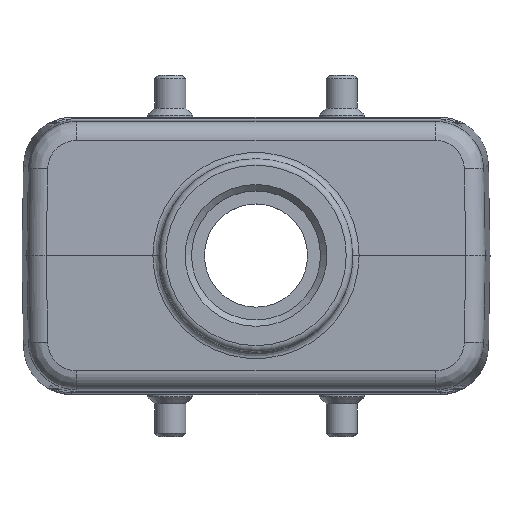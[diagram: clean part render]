
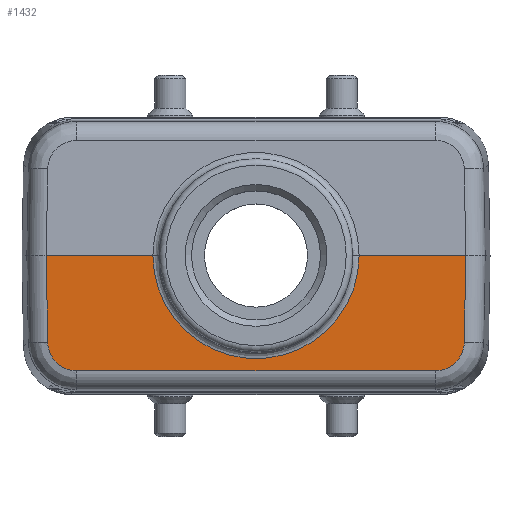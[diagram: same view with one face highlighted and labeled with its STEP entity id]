
A CAD part, top view. The second image highlights one B-rep face of the part: STEP entity #1432.
In plain terms, the highlighted planar face has unit normal (0, -0.018, 1).
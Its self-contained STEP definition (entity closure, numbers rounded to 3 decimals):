
#1072=FACE_OUTER_BOUND('',#2068,.T.);
#1323=ELLIPSE('',#12154,16.002,16.);
#1324=ELLIPSE('',#12155,4.505,4.5);
#1325=ELLIPSE('',#12156,4.505,4.5);
#1432=ADVANCED_FACE('',(#1072),#1715,.F.);
#1715=PLANE('',#12157);
#2068=EDGE_LOOP('',(#2776,#2777,#2778,#2779,#2780,#2781,#2782,#2783));
#2776=ORIENTED_EDGE('',*,*,#4502,.T.);
#2777=ORIENTED_EDGE('',*,*,#4612,.T.);
#2778=ORIENTED_EDGE('',*,*,#4500,.T.);
#2779=ORIENTED_EDGE('',*,*,#4613,.F.);
#2780=ORIENTED_EDGE('',*,*,#4614,.F.);
#2781=ORIENTED_EDGE('',*,*,#4615,.T.);
#2782=ORIENTED_EDGE('',*,*,#4616,.T.);
#2783=ORIENTED_EDGE('',*,*,#4617,.T.);
#4000=VERTEX_POINT('',#18266);
#4001=VERTEX_POINT('',#18267);
#4002=VERTEX_POINT('',#18269);
#4003=VERTEX_POINT('',#18271);
#4067=VERTEX_POINT('',#18799);
#4068=VERTEX_POINT('',#18801);
#4069=VERTEX_POINT('',#18803);
#4070=VERTEX_POINT('',#18805);
#4500=EDGE_CURVE('',#4000,#4001,#8803,.T.);
#4502=EDGE_CURVE('',#4003,#4002,#8804,.T.);
#4612=EDGE_CURVE('',#4002,#4000,#1323,.T.);
#4613=EDGE_CURVE('',#4067,#4001,#8846,.T.);
#4614=EDGE_CURVE('',#4068,#4067,#1324,.T.);
#4615=EDGE_CURVE('',#4068,#4069,#8847,.T.);
#4616=EDGE_CURVE('',#4069,#4070,#1325,.T.);
#4617=EDGE_CURVE('',#4070,#4003,#8848,.T.);
#8803=LINE('',#18265,#9490);
#8804=LINE('',#18270,#9491);
#8846=LINE('',#18798,#9533);
#8847=LINE('',#18802,#9534);
#8848=LINE('',#18806,#9535);
#9490=VECTOR('',#12999,1.);
#9491=VECTOR('',#13002,1.);
#9533=VECTOR('',#13224,1.);
#9534=VECTOR('',#13227,1.);
#9535=VECTOR('',#13230,1.);
#12154=AXIS2_PLACEMENT_3D('',#18797,#13222,#13223);
#12155=AXIS2_PLACEMENT_3D('',#18800,#13225,#13226);
#12156=AXIS2_PLACEMENT_3D('',#18804,#13228,#13229);
#12157=AXIS2_PLACEMENT_3D('',#18807,#13231,#13232);
#12999=DIRECTION('',(-1.,0.,0.));
#13002=DIRECTION('',(-1.,0.,0.));
#13222=DIRECTION('',(0.,0.017,-1.));
#13223=DIRECTION('',(0.,-1.,-0.017));
#13224=DIRECTION('',(-0.017,1.,0.017));
#13225=DIRECTION('',(0.,0.017,-1.));
#13226=DIRECTION('',(-0.531,-0.847,-0.015));
#13227=DIRECTION('',(1.,0.,0.));
#13228=DIRECTION('',(0.,-0.017,1.));
#13229=DIRECTION('',(0.531,-0.847,-0.015));
#13230=DIRECTION('',(0.017,1.,0.017));
#13231=DIRECTION('',(0.,0.017,-1.));
#13232=DIRECTION('',(0.,1.,0.017));
#18265=CARTESIAN_POINT('',(-36.3,0.,35.85));
#18266=CARTESIAN_POINT('',(-16.,0.,35.85));
#18267=CARTESIAN_POINT('',(-32.54,0.,35.85));
#18269=CARTESIAN_POINT('',(16.,0.,35.85));
#18270=CARTESIAN_POINT('',(-36.3,0.,35.85));
#18271=CARTESIAN_POINT('',(32.54,0.,35.85));
#18797=CARTESIAN_POINT('',(0.,0.017,35.85));
#18798=CARTESIAN_POINT('',(-32.541,0.05,35.851));
#18799=CARTESIAN_POINT('',(-32.311,-13.45,35.615));
#18800=CARTESIAN_POINT('',(-27.81,-13.368,35.617));
#18801=CARTESIAN_POINT('',(-27.815,-17.871,35.538));
#18802=CARTESIAN_POINT('',(-36.3,-17.871,35.538));
#18803=CARTESIAN_POINT('',(27.815,-17.871,35.538));
#18804=CARTESIAN_POINT('',(27.81,-13.368,35.617));
#18805=CARTESIAN_POINT('',(32.311,-13.45,35.615));
#18806=CARTESIAN_POINT('',(32.541,0.05,35.851));
#18807=CARTESIAN_POINT('',(-36.3,0.,35.85));
